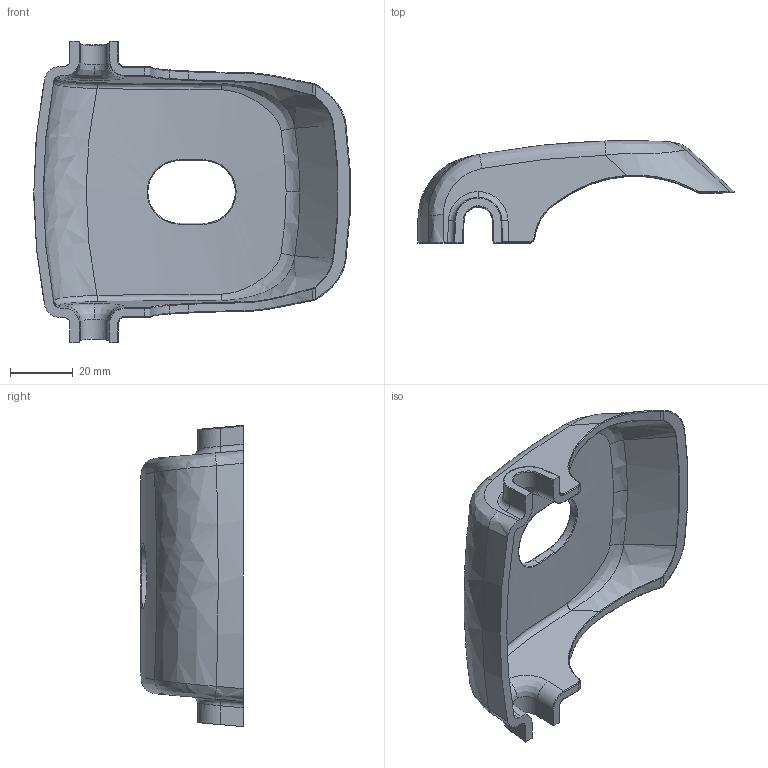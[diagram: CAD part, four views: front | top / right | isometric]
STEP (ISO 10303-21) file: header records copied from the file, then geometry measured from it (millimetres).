
FILE_DESCRIPTION (( 'STEP AP203' ), '1' );
FILE_NAME ('Sample A.STEP', '2018-03-07T18:31:49', ( 'default' ), ( '' ), 'SwSTEP 2.0', 'SolidWorks 2017', '' );
FILE_SCHEMA (( 'CONFIG_CONTROL_DESIGN' ));
Length unit declared in the file: millimetre
Products named in the file (1): Sample A
Bounding box: 100.84 x 32.58 x 96 mm (x, y, z)
Volume: 32498.1 mm3; surface area: 23135.2 mm2
Topology: 1 solids, 1 shells, 148 faces, 362 edges, 216 vertices
Faces by surface type: bspline 78, cylinder 42, plane 20, torus 6, cone 2
Entity records: 9123 total; most frequent: CARTESIAN_POINT 6299, ORIENTED_EDGE 724, DIRECTION 414, EDGE_CURVE 362, VERTEX_POINT 216, AXIS2_PLACEMENT_3D 166, EDGE_LOOP 150, FACE_OUTER_BOUND 148
